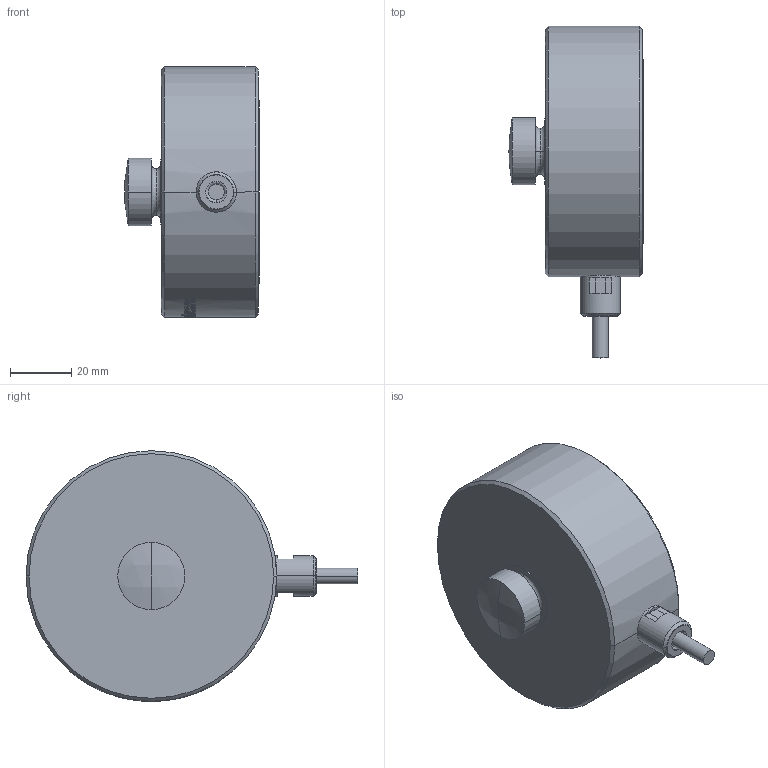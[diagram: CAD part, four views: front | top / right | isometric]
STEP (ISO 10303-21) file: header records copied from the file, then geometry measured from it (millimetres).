
FILE_DESCRIPTION(('STEP AP214'),'1');
FILE_NAME('CBS up to 10t.stp','2018-10-10T15:06:25',(' '),(' '),'Spatial InterOp 3D',' ',' ');
FILE_SCHEMA(('automotive_design'));
Length unit declared in the file: millimetre
Products named in the file (5): CBS up to 10t; CBS Ø82 body; Fairlead; Cable Ø5.2; O-RING
Assembly tree (4 placements, depth 2):
  CBS up to 10t
    CBS Ø82 body
    Fairlead
    Cable Ø5.2
    O-RING
Bounding box: 43.86 x 108.58 x 82 mm (x, y, z)
Volume: 170601.9 mm3; surface area: 23131.6 mm2
Topology: 4 solids, 9 shells, 236 faces, 597 edges, 399 vertices
Faces by surface type: bspline 85, plane 78, cylinder 49, cone 14, torus 4, revolution 4, sphere 2
Entity records: 12623 total; most frequent: CARTESIAN_POINT 5206, ORIENTED_EDGE 1162, DIRECTION 996, EDGE_CURVE 595, VERTEX_POINT 399, AXIS2_PLACEMENT_3D 381, EDGE_LOOP 270, STYLED_ITEM 242
